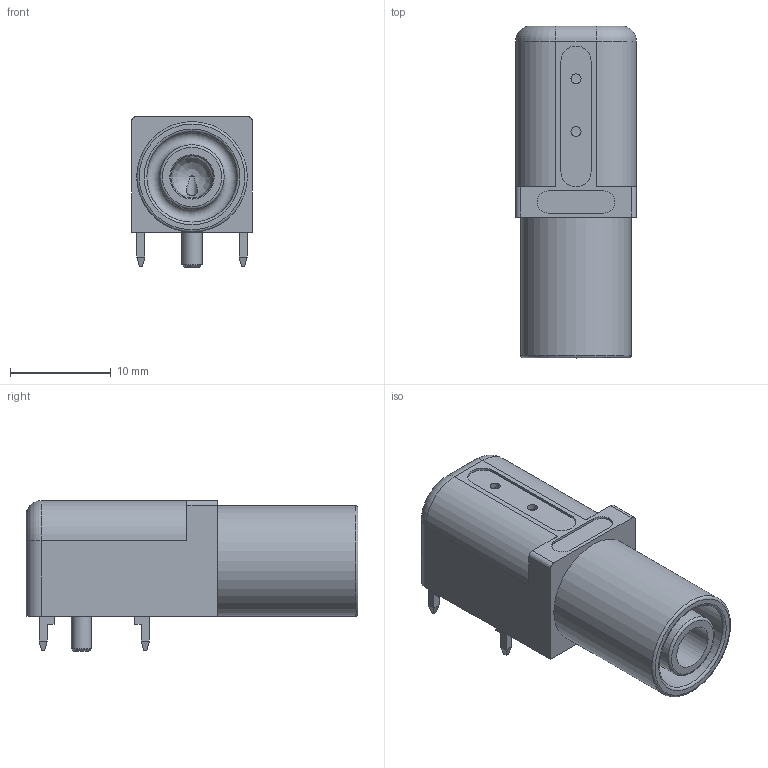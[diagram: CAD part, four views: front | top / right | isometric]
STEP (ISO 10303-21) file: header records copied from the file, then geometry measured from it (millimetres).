
FILE_DESCRIPTION((''),'2;1');
FILE_NAME('FCR7350.stp','2013-05-17T16:08:07',('tottley'),(''),'Autodesk Inventor 2013','Autodesk Inventor 2013','');
FILE_SCHEMA(('AUTOMOTIVE_DESIGN { 1 0 10303 214 1 1 1 1 }'));
Length unit declared in the file: millimetre
Products named in the file (1): Part1
Bounding box: 12 x 33 x 15 mm (x, y, z)
Volume: 2658 mm3; surface area: 3129.6 mm2
Topology: 1 solids, 1 shells, 120 faces, 279 edges, 173 vertices
Faces by surface type: plane 70, cylinder 35, torus 11, cone 2, bspline 2
Full cylindrical faces by diameter (mm): 1 x2, 1.1 x1, 2 x1, 4.2 x1, 4.4 x1, 6.4 x1, 9 x1, 11 x1
Entity records: 3575 total; most frequent: CARTESIAN_POINT 815, DIRECTION 567, ORIENTED_EDGE 514, EDGE_CURVE 257, AXIS2_PLACEMENT_3D 195, VECTOR 177, LINE 177, VERTEX_POINT 167
